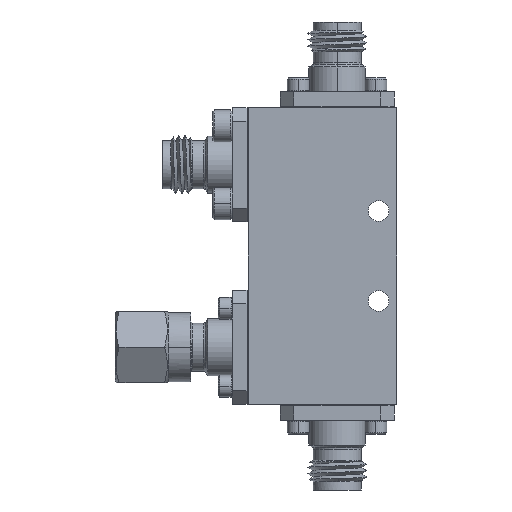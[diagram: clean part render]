
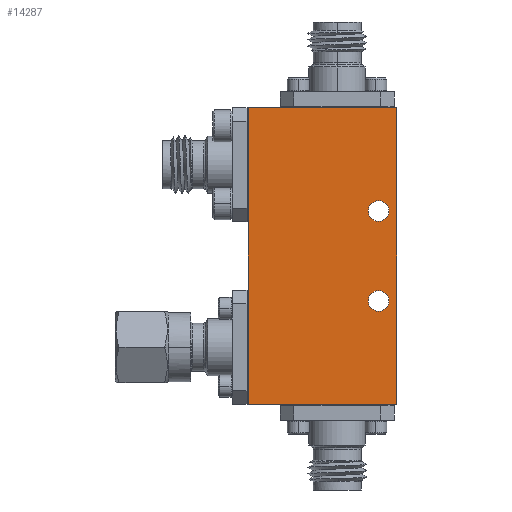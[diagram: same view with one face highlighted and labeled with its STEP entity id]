
A CAD part, left-side view. The second image highlights one B-rep face of the part: STEP entity #14287.
In plain terms, the highlighted planar face has unit normal (-1, 0, 0).
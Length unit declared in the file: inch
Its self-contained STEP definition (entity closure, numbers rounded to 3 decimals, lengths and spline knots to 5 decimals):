
#374 = AXIS2_PLACEMENT_3D ( 'NONE', #16300, #14286, #14428 ) ;
#540 = DIRECTION ( 'NONE',  ( 0., -1., 0. ) ) ;
#778 = CARTESIAN_POINT ( 'NONE',  ( -1.5855, 0.33173, 0.66045 ) ) ;
#908 = DIRECTION ( 'NONE',  ( -1., 0., 0. ) ) ;
#1038 = CIRCLE ( 'NONE', #21683, 0.04528 ) ;
#2421 = FACE_BOUND ( 'NONE', #15063, .T. ) ;
#2677 = CARTESIAN_POINT ( 'NONE',  ( -1.5855, 0.25299, 0.25297 ) ) ;
#2772 = ORIENTED_EDGE ( 'NONE', *, *, #12596, .T. ) ;
#3475 = EDGE_CURVE ( 'NONE', #8200, #4943, #10024, .T. ) ;
#3621 = LINE ( 'NONE', #9831, #4419 ) ;
#3706 = CARTESIAN_POINT ( 'NONE',  ( -1.5855, 0.9026, 0.25297 ) ) ;
#3929 = LINE ( 'NONE', #3706, #21553 ) ;
#4084 = CARTESIAN_POINT ( 'NONE',  ( -1.5855, 0.33173, 1.09943 ) ) ;
#4323 = DIRECTION ( 'NONE',  ( 0., 0., 1. ) ) ;
#4419 = VECTOR ( 'NONE', #6510, 39.37008 ) ;
#4943 = VERTEX_POINT ( 'NONE', #778 ) ;
#5058 = EDGE_LOOP ( 'NONE', ( #11598, #7282 ) ) ;
#5966 = ORIENTED_EDGE ( 'NONE', *, *, #6776, .F. ) ;
#6214 = CARTESIAN_POINT ( 'NONE',  ( -1.5855, 0.33173, 1.05415 ) ) ;
#6475 = ORIENTED_EDGE ( 'NONE', *, *, #11065, .T. ) ;
#6510 = DIRECTION ( 'NONE',  ( 0., 0., 1. ) ) ;
#6657 = DIRECTION ( 'NONE',  ( 0., 0., 1. ) ) ;
#6680 = AXIS2_PLACEMENT_3D ( 'NONE', #4084, #19676, #9441 ) ;
#6776 = EDGE_CURVE ( 'NONE', #20390, #8392, #12076, .T. ) ;
#6899 = EDGE_CURVE ( 'NONE', #18270, #22066, #17655, .T. ) ;
#7096 = CARTESIAN_POINT ( 'NONE',  ( -1.5855, 0.33173, 1.1447 ) ) ;
#7142 = CARTESIAN_POINT ( 'NONE',  ( -1.5855, 0.25299, 1.55218 ) ) ;
#7282 = ORIENTED_EDGE ( 'NONE', *, *, #3475, .T. ) ;
#7509 = DIRECTION ( 'NONE',  ( 0., 0., 1. ) ) ;
#7814 = VERTEX_POINT ( 'NONE', #16898 ) ;
#8200 = VERTEX_POINT ( 'NONE', #16211 ) ;
#8296 = CARTESIAN_POINT ( 'NONE',  ( -1.5855, 0.25299, 0.25297 ) ) ;
#8392 = VERTEX_POINT ( 'NONE', #7142 ) ;
#8872 = DIRECTION ( 'NONE',  ( 0., 0., 1. ) ) ;
#9105 = ORIENTED_EDGE ( 'NONE', *, *, #18793, .T. ) ;
#9115 = FACE_OUTER_BOUND ( 'NONE', #9368, .T. ) ;
#9368 = EDGE_LOOP ( 'NONE', ( #5966, #18750, #2772, #6475 ) ) ;
#9390 = PLANE ( 'NONE',  #12860 ) ;
#9432 = EDGE_CURVE ( 'NONE', #4943, #8200, #1038, .T. ) ;
#9441 = DIRECTION ( 'NONE',  ( 0., 0., -1. ) ) ;
#9831 = CARTESIAN_POINT ( 'NONE',  ( -1.5855, 0.25299, 0.25297 ) ) ;
#9912 = CARTESIAN_POINT ( 'NONE',  ( -1.5855, 0.33173, 0.70572 ) ) ;
#10024 = CIRCLE ( 'NONE', #10141, 0.04528 ) ;
#10141 = AXIS2_PLACEMENT_3D ( 'NONE', #12600, #14104, #7509 ) ;
#10204 = LINE ( 'NONE', #2677, #19828 ) ;
#11065 = EDGE_CURVE ( 'NONE', #14647, #8392, #3621, .T. ) ;
#11598 = ORIENTED_EDGE ( 'NONE', *, *, #9432, .T. ) ;
#12073 = CARTESIAN_POINT ( 'NONE',  ( -1.5855, 0.9026, 1.55218 ) ) ;
#12076 = LINE ( 'NONE', #15911, #16848 ) ;
#12179 = ORIENTED_EDGE ( 'NONE', *, *, #6899, .T. ) ;
#12596 = EDGE_CURVE ( 'NONE', #7814, #14647, #10204, .T. ) ;
#12600 = CARTESIAN_POINT ( 'NONE',  ( -1.5855, 0.33173, 0.70572 ) ) ;
#12860 = AXIS2_PLACEMENT_3D ( 'NONE', #21333, #908, #4323 ) ;
#14104 = DIRECTION ( 'NONE',  ( 1., 0., 0. ) ) ;
#14286 = DIRECTION ( 'NONE',  ( 1., 0., 0. ) ) ;
#14287 = ADVANCED_FACE ( 'NONE', ( #16553, #2421, #9115 ), #9390, .T. ) ;
#14428 = DIRECTION ( 'NONE',  ( 0., 0., -1. ) ) ;
#14567 = CIRCLE ( 'NONE', #6680, 0.04528 ) ;
#14647 = VERTEX_POINT ( 'NONE', #8296 ) ;
#15063 = EDGE_LOOP ( 'NONE', ( #12179, #9105 ) ) ;
#15117 = DIRECTION ( 'NONE',  ( 1., 0., 0. ) ) ;
#15911 = CARTESIAN_POINT ( 'NONE',  ( -1.5855, 0.25299, 1.55218 ) ) ;
#16211 = CARTESIAN_POINT ( 'NONE',  ( -1.5855, 0.33173, 0.751 ) ) ;
#16300 = CARTESIAN_POINT ( 'NONE',  ( -1.5855, 0.33173, 1.09943 ) ) ;
#16553 = FACE_BOUND ( 'NONE', #5058, .T. ) ;
#16848 = VECTOR ( 'NONE', #540, 39.37008 ) ;
#16898 = CARTESIAN_POINT ( 'NONE',  ( -1.5855, 0.9026, 0.25297 ) ) ;
#17655 = CIRCLE ( 'NONE', #374, 0.04528 ) ;
#18270 = VERTEX_POINT ( 'NONE', #6214 ) ;
#18669 = EDGE_CURVE ( 'NONE', #7814, #20390, #3929, .T. ) ;
#18750 = ORIENTED_EDGE ( 'NONE', *, *, #18669, .F. ) ;
#18793 = EDGE_CURVE ( 'NONE', #22066, #18270, #14567, .T. ) ;
#19085 = DIRECTION ( 'NONE',  ( 0., -1., 0. ) ) ;
#19676 = DIRECTION ( 'NONE',  ( 1., 0., 0. ) ) ;
#19828 = VECTOR ( 'NONE', #19085, 39.37008 ) ;
#20390 = VERTEX_POINT ( 'NONE', #12073 ) ;
#21333 = CARTESIAN_POINT ( 'NONE',  ( -1.5855, 0.25299, 0.25297 ) ) ;
#21553 = VECTOR ( 'NONE', #8872, 39.37008 ) ;
#21683 = AXIS2_PLACEMENT_3D ( 'NONE', #9912, #15117, #6657 ) ;
#22066 = VERTEX_POINT ( 'NONE', #7096 ) ;
